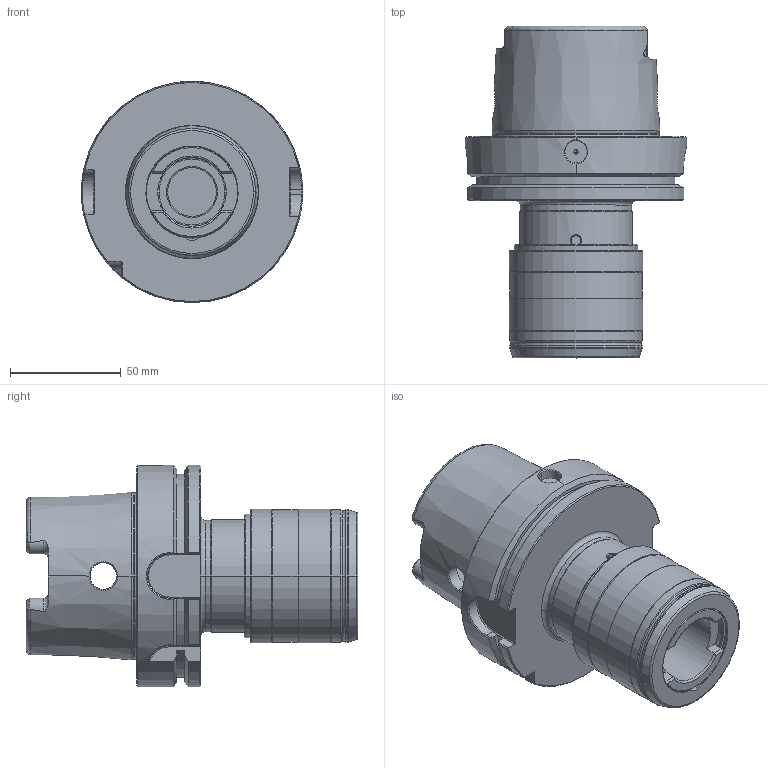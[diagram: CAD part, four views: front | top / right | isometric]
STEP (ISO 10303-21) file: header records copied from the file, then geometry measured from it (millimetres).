
FILE_DESCRIPTION((''),'2;1');
FILE_NAME('34600-H100A_SW0001','2016-04-04T',('040'),(''),'CREO PARAMETRIC BY PTC INC, 2015380','CREO PARAMETRIC BY PTC INC, 2015380','');
FILE_SCHEMA(('CONFIG_CONTROL_DESIGN'));
Length unit declared in the file: millimetre
Products named in the file (1): 34600-H100A_SW0001
Bounding box: 100 x 149.9 x 100 mm (x, y, z)
Volume: 367155.3 mm3; surface area: 100077.5 mm2
Topology: 3 solids, 3 shells, 409 faces, 991 edges, 597 vertices
Faces by surface type: cylinder 136, cone 91, plane 91, torus 67, sphere 12, bspline 12
Entity records: 14159 total; most frequent: CARTESIAN_POINT 4648, DIRECTION 2032, ORIENTED_EDGE 1970, EDGE_CURVE 985, AXIS2_PLACEMENT_3D 838, VERTEX_POINT 597, CIRCLE 441, EDGE_LOOP 440
